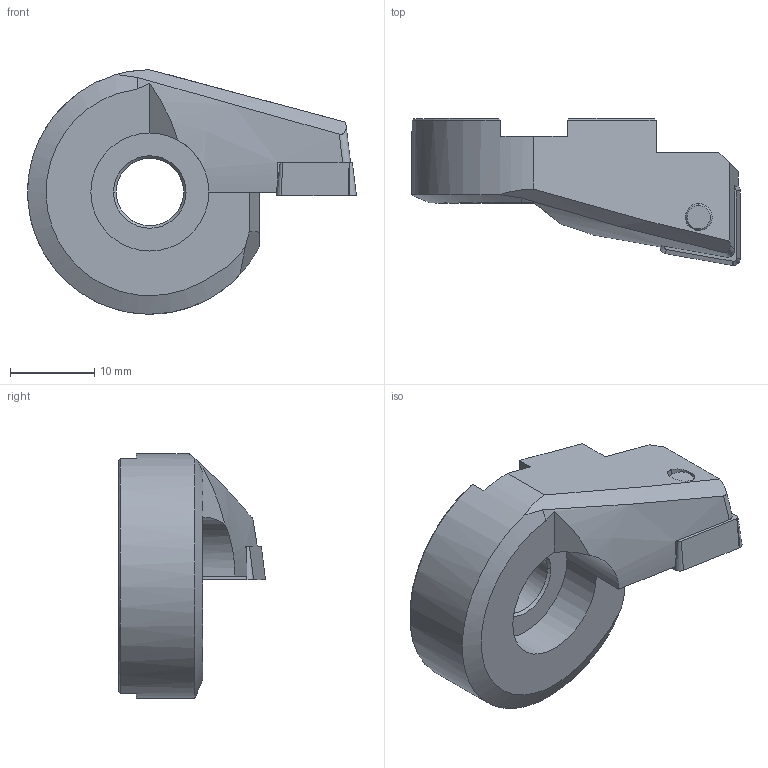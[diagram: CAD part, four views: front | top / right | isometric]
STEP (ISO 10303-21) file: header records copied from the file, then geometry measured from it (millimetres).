
FILE_DESCRIPTION(('no description'),'unknown implementation level');
FILE_NAME('7DC7E9BA-8ACB-4236-8FF1-C4E3F08258B2_export.stp',' ',('CIMSOURCE GmbH'),('CADClick - KiM GmbH - www.kimweb.de'),'unknown preprocess','ACIS','unknown authorization');
FILE_SCHEMA(('automotive_design'));
Length unit declared in the file: millimetre
Products named in the file (3): 626.362 Kaiser ENH 62 CC09 78-110|694.141 Kaiser ETL M4x9.2 T15 IP 10S_Standard;NONE; 626.362 Kaiser ENH 62 CC09 78-110|626.362 Kaiser ENH 62 CC09 78-110_Standard;NONE; 626.362 Kaiser ENH 62 CC09 78-110|654.952 Kaiser CCMT 09T308 K20C_Standard;NONE
Bounding box: 39 x 17.43 x 29 mm (x, y, z)
Volume: 6645.5 mm3; surface area: 3521.2 mm2
Topology: 3 solids, 3 shells, 129 faces, 327 edges, 203 vertices
Faces by surface type: plane 49, cylinder 42, cone 27, torus 8, bspline 3
Entity records: 9023 total; most frequent: CARTESIAN_POINT 2077, DIRECTION 720, STYLED_ITEM 662, PRESENTATION_STYLE_ASSIGNMENT 662, COLOUR_RGB 662, ORIENTED_EDGE 654, EDGE_CURVE 327, CURVE_STYLE 327
